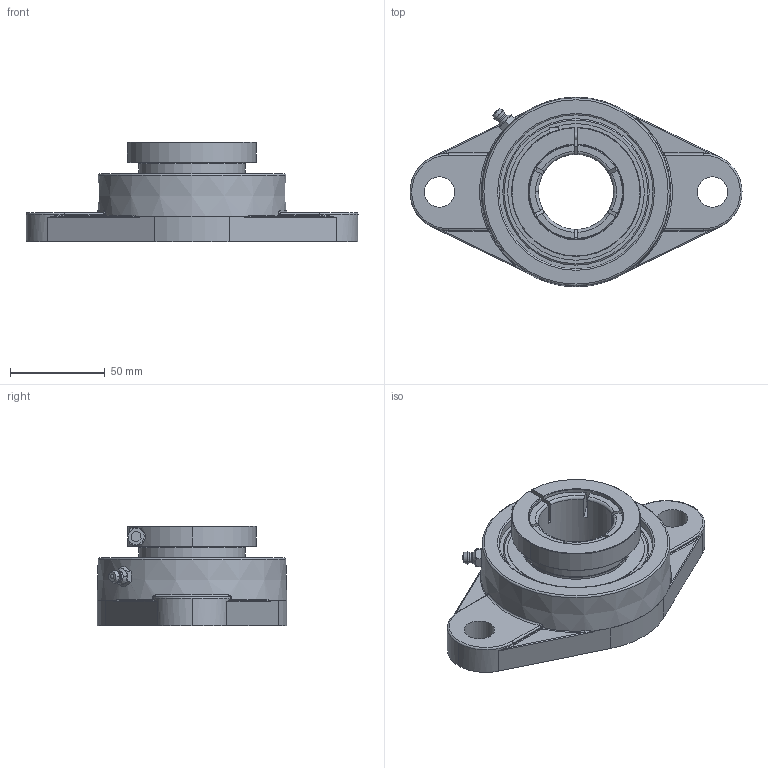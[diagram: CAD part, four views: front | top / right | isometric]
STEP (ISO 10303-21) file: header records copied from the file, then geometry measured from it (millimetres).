
FILE_DESCRIPTION(('HOOPS Exchange Step'),'2;1');
FILE_NAME('export-61933EB9-76CE-4777-85F3-64C6AEB9CB72.stp','2019-12-13T09:01:32-08:00',('ibuslach'),('Alibre'),'HOOPS Exchange 2019.2','Alibre','Unknown authorisation');
FILE_SCHEMA( ('AP242_MANAGED_MODEL_BASED_3D_ENGINEERING_MIM_LF {1 0 10303 442 1 1 4 }') );
Length unit declared in the file: centimetre
Products named in the file (8): UCP ZERK 6mm; MRN SFL 208; SUE 208 LOCK RING; SUE 208 SHIELD; SUE 207 BOLT; SUE 208-25 RACES; MRN SUE 208-25; MRN SUEFL 208-25
Assembly tree (8 placements, depth 3):
  MRN SUEFL 208-25
    UCP ZERK 6mm
    MRN SFL 208
    MRN SUE 208-25
      SUE 208 LOCK RING
      SUE 208 SHIELD  x2
      SUE 207 BOLT
      SUE 208-25 RACES
Bounding box: 175 x 100 x 52.7 mm (x, y, z)
Volume: 240397.5 mm3; surface area: 82734.9 mm2
Topology: 8 solids, 8 shells, 269 faces, 717 edges, 458 vertices
Faces by surface type: plane 85, cylinder 71, cone 41, torus 39, bspline 24, sphere 9
Full cylindrical faces by diameter (mm): 1.482 x2, 4.134 x1, 4.137 x1, 5.8 x1, 5.994 x1, 6 x1, 8.5 x1, 16 x2, 39.688 x1, 56 x4, 57.016 x2, 68 x1, 72 x2, 81.195 x1, 83.195 x1
Entity records: 18953 total; most frequent: CARTESIAN_POINT 12327, ORIENTED_EDGE 1374, DIRECTION 1366, EDGE_CURVE 687, AXIS2_PLACEMENT_3D 566, VERTEX_POINT 444, CIRCLE 304, EDGE_LOOP 289
